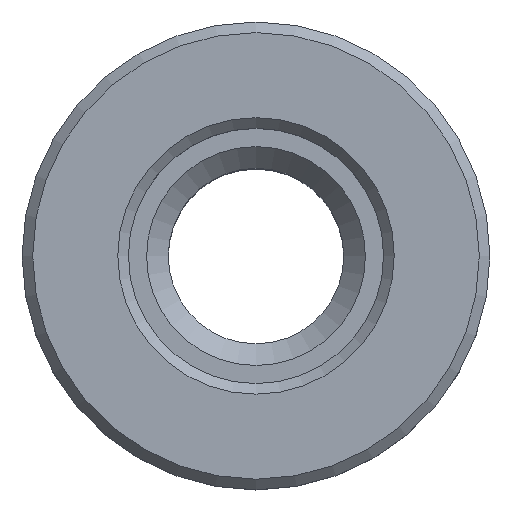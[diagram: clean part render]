
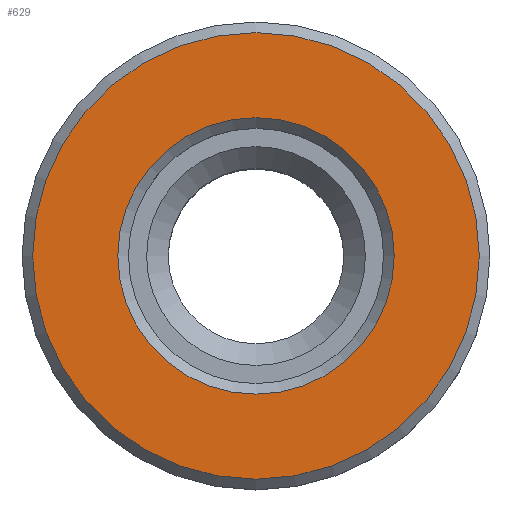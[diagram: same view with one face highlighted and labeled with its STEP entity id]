
A CAD part, top view. The second image highlights one B-rep face of the part: STEP entity #629.
In plain terms, the highlighted planar face has unit normal (0, 0, 1).
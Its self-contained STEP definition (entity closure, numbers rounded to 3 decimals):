
#66=FACE_BOUND('',#126,.T.);
#75=PLANE('',#684);
#86=FACE_OUTER_BOUND('',#125,.T.);
#125=EDGE_LOOP('',(#417));
#126=EDGE_LOOP('',(#418));
#224=CIRCLE('',#682,6.5);
#226=CIRCLE('',#685,10.5);
#255=VERTEX_POINT('',#915);
#257=VERTEX_POINT('',#921);
#315=EDGE_CURVE('',#255,#255,#224,.T.);
#318=EDGE_CURVE('',#257,#257,#226,.T.);
#417=ORIENTED_EDGE('',*,*,#318,.F.);
#418=ORIENTED_EDGE('',*,*,#315,.F.);
#629=ADVANCED_FACE('',(#86,#66),#75,.T.);
#682=AXIS2_PLACEMENT_3D('',#916,#753,#754);
#684=AXIS2_PLACEMENT_3D('',#920,#758,#759);
#685=AXIS2_PLACEMENT_3D('',#922,#760,#761);
#753=DIRECTION('center_axis',(0.,0.,1.));
#754=DIRECTION('ref_axis',(1.,0.,0.));
#758=DIRECTION('center_axis',(0.,0.,1.));
#759=DIRECTION('ref_axis',(1.,0.,0.));
#760=DIRECTION('center_axis',(0.,0.,-1.));
#761=DIRECTION('ref_axis',(1.,0.,0.));
#915=CARTESIAN_POINT('',(-6.5,0.,4.));
#916=CARTESIAN_POINT('Origin',(0.,0.,4.));
#920=CARTESIAN_POINT('Origin',(0.,0.,4.));
#921=CARTESIAN_POINT('',(-10.5,0.,4.));
#922=CARTESIAN_POINT('Origin',(0.,0.,4.));
